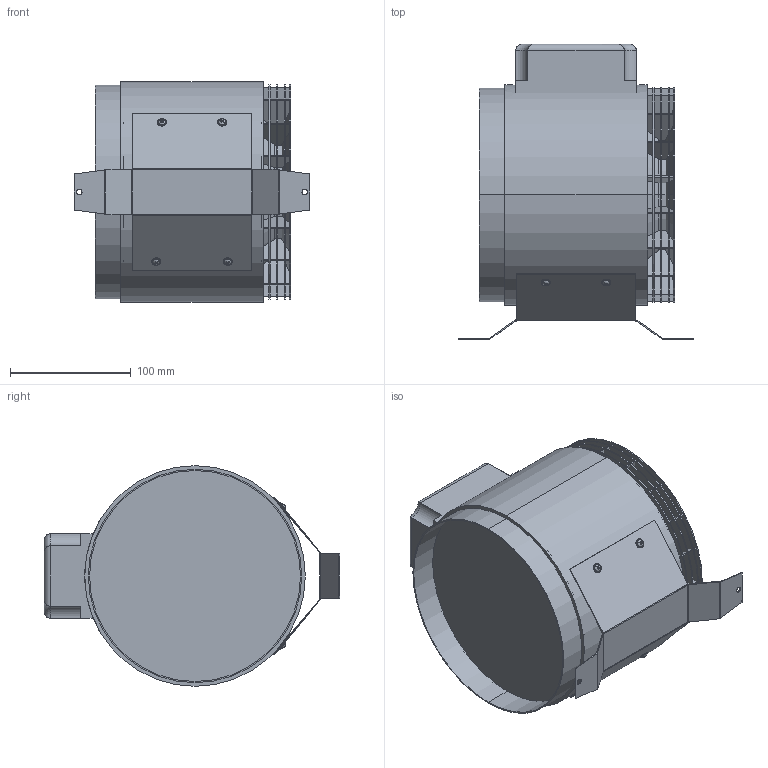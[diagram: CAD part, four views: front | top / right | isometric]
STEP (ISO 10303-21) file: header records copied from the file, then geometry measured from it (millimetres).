
FILE_DESCRIPTION (( 'STEP AP214' ), '1' );
FILE_NAME ('ERM_18.step', '2009-04-27T05:45:20', ( 'Wolfgang Schmidt' ), ( 'WS-KO' ), 'SwSTEP 2.0', 'SolidWorks 2008', '' );
FILE_SCHEMA (( 'AUTOMOTIVE_DESIGN' ));
Length unit declared in the file: millimetre
Products named in the file (1): ERM_18
Bounding box: 195 x 245 x 183 mm (x, y, z)
Surface area: 393422.9 mm2 (no closed solid volume)
Topology: 0 solids, 30 shells, 268 faces, 924 edges, 690 vertices
Faces by surface type: plane 149, cylinder 88, cone 11, torus 8, sphere 8, bspline 4
Entity records: 13154 total; most frequent: CARTESIAN_POINT 2301, DIRECTION 1700, ORIENTED_EDGE 1382, EDGE_CURVE 924, VERTEX_POINT 690, AXIS2_PLACEMENT_3D 585, VECTOR 530, LINE 530
